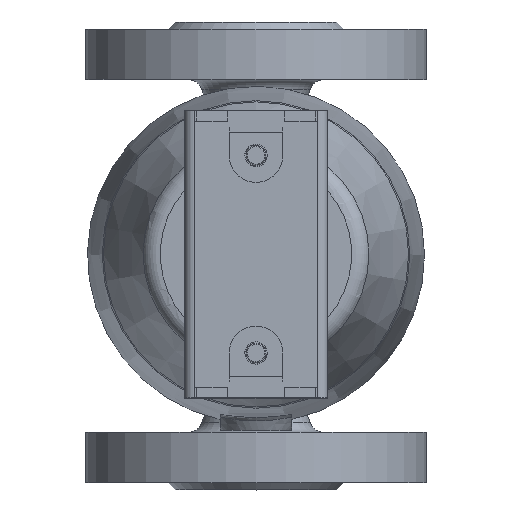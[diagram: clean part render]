
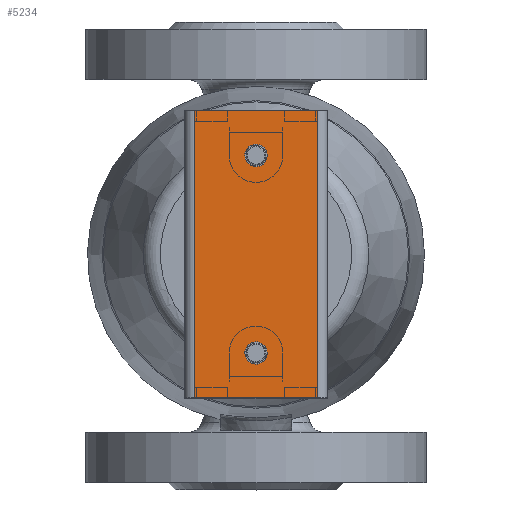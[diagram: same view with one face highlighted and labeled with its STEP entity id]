
A CAD part, top view. The second image highlights one B-rep face of the part: STEP entity #5234.
In plain terms, the highlighted planar face has unit normal (0, 0, 1).
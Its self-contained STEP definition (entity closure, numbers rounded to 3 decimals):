
#249=LINE('',#8006,#515);
#254=LINE('',#8022,#520);
#255=LINE('',#8064,#521);
#260=LINE('',#8080,#526);
#394=LINE('',#8711,#660);
#395=LINE('',#8713,#661);
#396=LINE('',#8715,#662);
#397=LINE('',#8716,#663);
#515=VECTOR('',#6328,1.455);
#520=VECTOR('',#6341,1.412);
#521=VECTOR('',#6400,1.455);
#526=VECTOR('',#6413,1.412);
#660=VECTOR('',#6953,80.);
#661=VECTOR('',#6954,34.);
#662=VECTOR('',#6955,80.);
#663=VECTOR('',#6956,34.);
#851=PLANE('',#5770);
#1064=FACE_BOUND('',#1742,.T.);
#1065=FACE_BOUND('',#1743,.T.);
#1066=FACE_BOUND('',#1744,.T.);
#1067=FACE_BOUND('',#1745,.T.);
#1328=FACE_OUTER_BOUND('',#1741,.T.);
#1741=EDGE_LOOP('',(#4272,#4273,#4274,#4275));
#1742=EDGE_LOOP('',(#4276,#4277,#4278,#4279));
#1743=EDGE_LOOP('',(#4280));
#1744=EDGE_LOOP('',(#4281,#4282,#4283,#4284));
#1745=EDGE_LOOP('',(#4285));
#2032=CIRCLE('',#5536,1.7);
#2035=CIRCLE('',#5540,3.1);
#2039=CIRCLE('',#5546,1.5);
#2047=CIRCLE('',#5569,1.7);
#2050=CIRCLE('',#5573,3.1);
#2054=CIRCLE('',#5579,1.5);
#2350=VERTEX_POINT('',#8002);
#2352=VERTEX_POINT('',#8005);
#2356=VERTEX_POINT('',#8014);
#2359=VERTEX_POINT('',#8020);
#2362=VERTEX_POINT('',#8036);
#2369=VERTEX_POINT('',#8060);
#2371=VERTEX_POINT('',#8063);
#2375=VERTEX_POINT('',#8072);
#2378=VERTEX_POINT('',#8078);
#2381=VERTEX_POINT('',#8094);
#2551=VERTEX_POINT('',#8709);
#2552=VERTEX_POINT('',#8710);
#2553=VERTEX_POINT('',#8712);
#2554=VERTEX_POINT('',#8714);
#2880=EDGE_CURVE('',#2352,#2350,#249,.T.);
#2888=EDGE_CURVE('',#2356,#2359,#254,.T.);
#2889=EDGE_CURVE('',#2350,#2356,#2032,.T.);
#2892=EDGE_CURVE('',#2359,#2352,#2035,.T.);
#2896=EDGE_CURVE('',#2362,#2362,#2039,.T.);
#2905=EDGE_CURVE('',#2371,#2369,#255,.T.);
#2913=EDGE_CURVE('',#2375,#2378,#260,.T.);
#2914=EDGE_CURVE('',#2369,#2375,#2047,.T.);
#2917=EDGE_CURVE('',#2378,#2371,#2050,.T.);
#2921=EDGE_CURVE('',#2381,#2381,#2054,.T.);
#3179=EDGE_CURVE('',#2551,#2552,#394,.T.);
#3180=EDGE_CURVE('',#2553,#2552,#395,.T.);
#3181=EDGE_CURVE('',#2553,#2554,#396,.T.);
#3182=EDGE_CURVE('',#2551,#2554,#397,.T.);
#4272=ORIENTED_EDGE('',*,*,#3179,.T.);
#4273=ORIENTED_EDGE('',*,*,#3180,.F.);
#4274=ORIENTED_EDGE('',*,*,#3181,.T.);
#4275=ORIENTED_EDGE('',*,*,#3182,.F.);
#4276=ORIENTED_EDGE('',*,*,#2888,.T.);
#4277=ORIENTED_EDGE('',*,*,#2892,.T.);
#4278=ORIENTED_EDGE('',*,*,#2880,.T.);
#4279=ORIENTED_EDGE('',*,*,#2889,.T.);
#4280=ORIENTED_EDGE('',*,*,#2896,.T.);
#4281=ORIENTED_EDGE('',*,*,#2913,.T.);
#4282=ORIENTED_EDGE('',*,*,#2917,.T.);
#4283=ORIENTED_EDGE('',*,*,#2905,.T.);
#4284=ORIENTED_EDGE('',*,*,#2914,.T.);
#4285=ORIENTED_EDGE('',*,*,#2921,.T.);
#5234=ADVANCED_FACE('',(#1328,#1064,#1065,#1066,#1067),#851,.T.);
#5536=AXIS2_PLACEMENT_3D('',#8024,#6344,#6345);
#5540=AXIS2_PLACEMENT_3D('',#8028,#6352,#6353);
#5546=AXIS2_PLACEMENT_3D('',#8037,#6364,#6365);
#5569=AXIS2_PLACEMENT_3D('',#8082,#6416,#6417);
#5573=AXIS2_PLACEMENT_3D('',#8086,#6424,#6425);
#5579=AXIS2_PLACEMENT_3D('',#8095,#6436,#6437);
#5770=AXIS2_PLACEMENT_3D('',#8708,#6951,#6952);
#6328=DIRECTION('',(-0.948,0.318,0.));
#6341=DIRECTION('',(0.948,-0.318,0.));
#6344=DIRECTION('center_axis',(0.,0.,
1.));
#6345=DIRECTION('ref_axis',(-0.318,-0.948,0.));
#6352=DIRECTION('center_axis',(0.,0.,
-1.));
#6353=DIRECTION('ref_axis',(-0.318,-0.948,0.));
#6364=DIRECTION('center_axis',(0.,0.,
-1.));
#6365=DIRECTION('ref_axis',(0.92,-0.393,0.));
#6400=DIRECTION('',(-0.948,0.318,0.));
#6413=DIRECTION('',(0.948,-0.318,0.));
#6416=DIRECTION('center_axis',(0.,0.,
1.));
#6417=DIRECTION('ref_axis',(-0.318,-0.948,0.));
#6424=DIRECTION('center_axis',(0.,0.,
-1.));
#6425=DIRECTION('ref_axis',(-0.318,-0.948,0.));
#6436=DIRECTION('center_axis',(0.,0.,
-1.));
#6437=DIRECTION('ref_axis',(0.92,-0.393,0.));
#6951=DIRECTION('center_axis',(0.,0.,
1.));
#6952=DIRECTION('ref_axis',(1.,0.,0.));
#6953=DIRECTION('',(0.,1.,0.));
#6954=DIRECTION('',(1.,0.,0.));
#6955=DIRECTION('',(0.,-1.,0.));
#6956=DIRECTION('',(-1.,0.,0.));
#8002=CARTESIAN_POINT('',(1.698,27.427,391.8));
#8005=CARTESIAN_POINT('',(3.077,26.964,391.8));
#8006=CARTESIAN_POINT('',(4.344,26.539,391.8));
#8014=CARTESIAN_POINT('',(1.682,27.095,391.8));
#8020=CARTESIAN_POINT('',(3.021,26.646,391.8));
#8022=CARTESIAN_POINT('',(4.242,26.236,391.8));
#8024=CARTESIAN_POINT('Origin',(0.,27.341,391.8));
#8028=CARTESIAN_POINT('Origin',(0.,27.341,391.8));
#8036=CARTESIAN_POINT('',(-1.379,27.93,391.8));
#8037=CARTESIAN_POINT('Origin',(0.,27.341,391.8));
#8060=CARTESIAN_POINT('',(1.698,-27.573,391.8));
#8063=CARTESIAN_POINT('',(3.077,-28.036,391.8));
#8064=CARTESIAN_POINT('',(-3.948,-25.679,391.8));
#8072=CARTESIAN_POINT('',(1.682,-27.905,391.8));
#8078=CARTESIAN_POINT('',(3.021,-28.354,391.8));
#8080=CARTESIAN_POINT('',(-4.05,-25.982,391.8));
#8082=CARTESIAN_POINT('Origin',(0.,-27.659,
391.8));
#8086=CARTESIAN_POINT('Origin',(0.,-27.659,
391.8));
#8094=CARTESIAN_POINT('',(-1.379,-27.07,391.8));
#8095=CARTESIAN_POINT('Origin',(0.,-27.659,391.8));
#8708=CARTESIAN_POINT('Origin',(0.,-0.159,
391.8));
#8709=CARTESIAN_POINT('',(17.,-40.159,391.8));
#8710=CARTESIAN_POINT('',(17.,39.841,391.8));
#8711=CARTESIAN_POINT('',(17.,19.841,391.8));
#8712=CARTESIAN_POINT('',(-17.,39.841,391.8));
#8713=CARTESIAN_POINT('',(18.5,39.841,391.8));
#8714=CARTESIAN_POINT('',(-17.,-40.159,391.8));
#8715=CARTESIAN_POINT('',(-17.,-20.159,391.8));
#8716=CARTESIAN_POINT('',(-18.5,-40.159,391.8));
